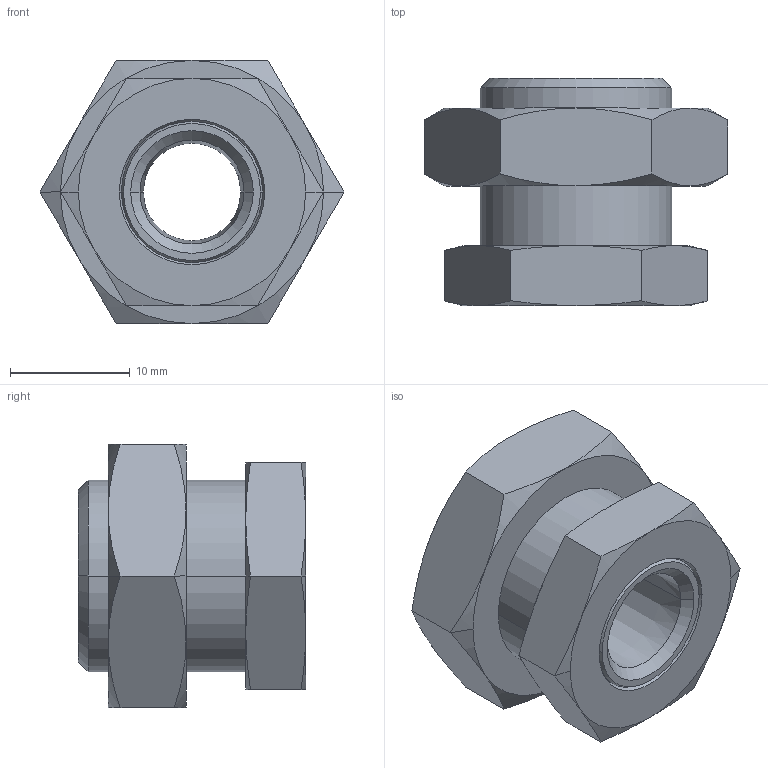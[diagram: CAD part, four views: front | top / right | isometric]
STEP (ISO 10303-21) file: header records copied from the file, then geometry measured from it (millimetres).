
FILE_DESCRIPTION(('STEP AP214'),'1');
FILE_NAME('1871_00_11.stp','2016-07-07T14:19:49',('TraceParts'),('TraceParts S.A.'),'Spatial InterOp 3D',' ',' ');
FILE_SCHEMA(('automotive_design'));
Length unit declared in the file: millimetre
Products named in the file (2): Solide1; Solide2
Bounding box: 25.4 x 19 x 22 mm (x, y, z)
Volume: 4789.6 mm3; surface area: 3239.7 mm2
Topology: 2 solids, 2 shells, 80 faces, 168 edges, 96 vertices
Faces by surface type: cone 54, plane 20, cylinder 6
Entity records: 2747 total; most frequent: CARTESIAN_POINT 442, DIRECTION 356, ORIENTED_EDGE 336, EDGE_CURVE 168, AXIS2_PLACEMENT_3D 154, VERTEX_POINT 96, EDGE_LOOP 88, STYLED_ITEM 82
